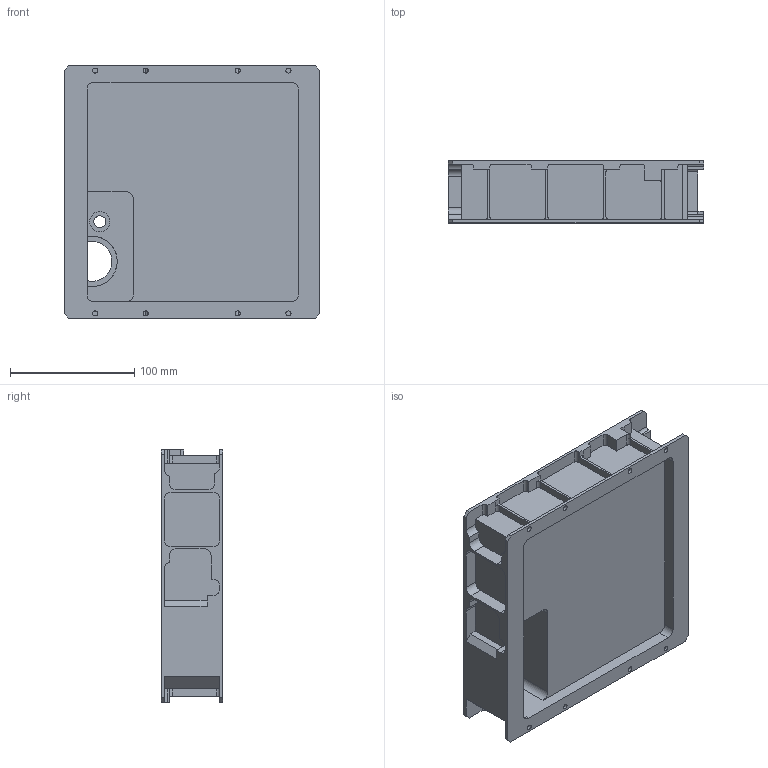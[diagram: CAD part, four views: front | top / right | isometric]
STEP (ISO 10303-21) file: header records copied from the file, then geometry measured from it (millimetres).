
FILE_DESCRIPTION(/* description */ (''),/* implementation_level */ '2;1');
FILE_NAME(/* name */ '2004974D-exact-PLATE,IDM.step',/* time_stamp */ '2019-04-03T18:25:27-05:00',/* author */ (''),/* organization */ (''),/* preprocessor_version */ 'ST-DEVELOPER v17.2',/* originating_system */ 'Autodesk Translation Framework v7.6.0.251',/* authorisation */ '');
FILE_SCHEMA (('AUTOMOTIVE_DESIGN { 1 0 10303 214 3 1 1 }'));
Length unit declared in the file: inch
Products named in the file (2): 2004974D-exact-PLATE,IDM; Component1
Assembly tree (1 placements, depth 2):
  2004974D-exact-PLATE,IDM
    Component1
Bounding box: 205.77 x 49.78 x 203.2 mm (x, y, z)
Volume: 438841.4 mm3; surface area: 183591.2 mm2
Topology: 1 solids, 1 shells, 278 faces, 809 edges, 538 vertices
Faces by surface type: plane 174, cylinder 104
Full cylindrical faces by diameter (mm): 4.115 x8, 9.652 x1, 16.256 x1, 40.64 x1
Entity records: 9296 total; most frequent: CARTESIAN_POINT 1628, ORIENTED_EDGE 1618, DIRECTION 1584, EDGE_CURVE 809, LINE 596, VECTOR 596, VERTEX_POINT 538, AXIS2_PLACEMENT_3D 494
